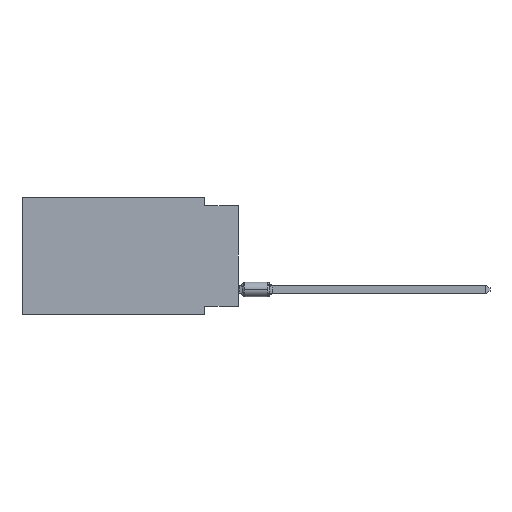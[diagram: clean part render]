
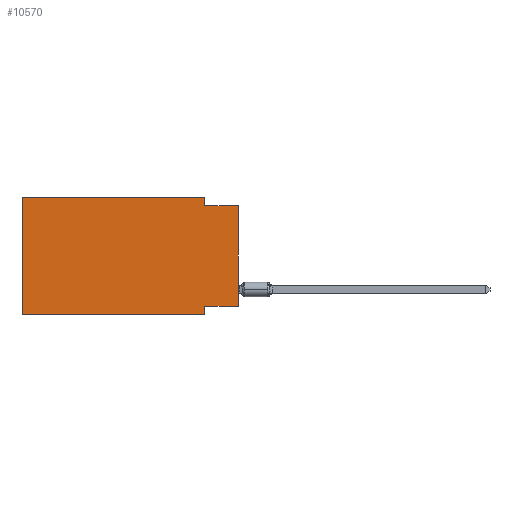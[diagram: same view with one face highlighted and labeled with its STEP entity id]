
A CAD part, left-side view. The second image highlights one B-rep face of the part: STEP entity #10570.
In plain terms, the highlighted planar face has unit normal (-1, 0, 0).
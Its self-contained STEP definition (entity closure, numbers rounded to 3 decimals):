
#103 = VECTOR ( 'NONE', #3301, 1000. ) ;
#124 = CARTESIAN_POINT ( 'NONE',  ( 0., 16.383, 0. ) ) ;
#260 = VERTEX_POINT ( 'NONE', #12047 ) ;
#311 = CARTESIAN_POINT ( 'NONE',  ( 0., 2.54, -8.89 ) ) ;
#357 = EDGE_CURVE ( 'NONE', #260, #2404, #15316, .T. ) ;
#524 = CARTESIAN_POINT ( 'NONE',  ( 0., 2.54, -8.255 ) ) ;
#1277 = CARTESIAN_POINT ( 'NONE',  ( 0., 2.54, 0. ) ) ;
#1658 = LINE ( 'NONE', #311, #15690 ) ;
#2404 = VERTEX_POINT ( 'NONE', #2493 ) ;
#2493 = CARTESIAN_POINT ( 'NONE',  ( 0., 2.54, 0. ) ) ;
#2826 = DIRECTION ( 'NONE',  ( 0., -1., 0. ) ) ;
#3301 = DIRECTION ( 'NONE',  ( 0., 1., 0. ) ) ;
#3346 = VERTEX_POINT ( 'NONE', #7485 ) ;
#3368 = DIRECTION ( 'NONE',  ( 0., 0., -1. ) ) ;
#3649 = LINE ( 'NONE', #9151, #14362 ) ;
#4219 = EDGE_CURVE ( 'NONE', #4584, #6894, #15513, .T. ) ;
#4317 = CARTESIAN_POINT ( 'NONE',  ( 0., 0., -8.255 ) ) ;
#4435 = VERTEX_POINT ( 'NONE', #15869 ) ;
#4514 = CARTESIAN_POINT ( 'NONE',  ( 0., 16.383, -8.89 ) ) ;
#4584 = VERTEX_POINT ( 'NONE', #12248 ) ;
#4672 = CARTESIAN_POINT ( 'NONE',  ( 0., 0., -0.635 ) ) ;
#4714 = EDGE_CURVE ( 'NONE', #6894, #3346, #1658, .T. ) ;
#4783 = LINE ( 'NONE', #15720, #16394 ) ;
#5192 = CARTESIAN_POINT ( 'NONE',  ( 0., 16.383, -8.89 ) ) ;
#5589 = EDGE_CURVE ( 'NONE', #4435, #6551, #17047, .T. ) ;
#5827 = DIRECTION ( 'NONE',  ( 0., 0., -1. ) ) ;
#6133 = DIRECTION ( 'NONE',  ( 0., 0., 1. ) ) ;
#6551 = VERTEX_POINT ( 'NONE', #9592 ) ;
#6625 = DIRECTION ( 'NONE',  ( 0., 0., 1. ) ) ;
#6630 = ORIENTED_EDGE ( 'NONE', *, *, #13320, .T. ) ;
#6863 = LINE ( 'NONE', #1277, #13535 ) ;
#6894 = VERTEX_POINT ( 'NONE', #524 ) ;
#7428 = DIRECTION ( 'NONE',  ( 1., 0., 0. ) ) ;
#7485 = CARTESIAN_POINT ( 'NONE',  ( 0., 2.54, -8.89 ) ) ;
#7990 = ORIENTED_EDGE ( 'NONE', *, *, #357, .F. ) ;
#8078 = EDGE_LOOP ( 'NONE', ( #6630, #15477, #11930, #7990, #16527, #13101, #9153, #9298 ) ) ;
#8480 = EDGE_CURVE ( 'NONE', #10720, #3346, #16893, .T. ) ;
#8977 = FACE_OUTER_BOUND ( 'NONE', #8078, .T. ) ;
#9064 = PLANE ( 'NONE',  #13828 ) ;
#9151 = CARTESIAN_POINT ( 'NONE',  ( 0., 0., 0. ) ) ;
#9153 = ORIENTED_EDGE ( 'NONE', *, *, #4714, .F. ) ;
#9181 = VECTOR ( 'NONE', #10272, 1000. ) ;
#9298 = ORIENTED_EDGE ( 'NONE', *, *, #4219, .F. ) ;
#9510 = EDGE_CURVE ( 'NONE', #2404, #4435, #6863, .T. ) ;
#9592 = CARTESIAN_POINT ( 'NONE',  ( 0., 0., -0.635 ) ) ;
#10272 = DIRECTION ( 'NONE',  ( 0., -1., 0. ) ) ;
#10441 = DIRECTION ( 'NONE',  ( 0., -1., 0. ) ) ;
#10570 = ADVANCED_FACE ( 'NONE', ( #8977 ), #9064, .F. ) ;
#10720 = VERTEX_POINT ( 'NONE', #5192 ) ;
#11363 = VECTOR ( 'NONE', #2826, 1000. ) ;
#11930 = ORIENTED_EDGE ( 'NONE', *, *, #9510, .F. ) ;
#12047 = CARTESIAN_POINT ( 'NONE',  ( 0., 16.383, 0. ) ) ;
#12248 = CARTESIAN_POINT ( 'NONE',  ( 0., 0., -8.255 ) ) ;
#12560 = DIRECTION ( 'NONE',  ( 0., 0., -1. ) ) ;
#12820 = EDGE_CURVE ( 'NONE', #10720, #260, #4783, .T. ) ;
#13101 = ORIENTED_EDGE ( 'NONE', *, *, #8480, .T. ) ;
#13212 = CARTESIAN_POINT ( 'NONE',  ( 0., 16.383, 0. ) ) ;
#13320 = EDGE_CURVE ( 'NONE', #4584, #6551, #3649, .T. ) ;
#13535 = VECTOR ( 'NONE', #12560, 1000. ) ;
#13828 = AXIS2_PLACEMENT_3D ( 'NONE', #13212, #7428, #3368 ) ;
#14142 = VECTOR ( 'NONE', #10441, 1000. ) ;
#14362 = VECTOR ( 'NONE', #6625, 1000. ) ;
#15316 = LINE ( 'NONE', #124, #11363 ) ;
#15477 = ORIENTED_EDGE ( 'NONE', *, *, #5589, .F. ) ;
#15513 = LINE ( 'NONE', #4317, #103 ) ;
#15690 = VECTOR ( 'NONE', #5827, 1000. ) ;
#15720 = CARTESIAN_POINT ( 'NONE',  ( 0., 16.383, 0. ) ) ;
#15869 = CARTESIAN_POINT ( 'NONE',  ( 0., 2.54, -0.635 ) ) ;
#16394 = VECTOR ( 'NONE', #6133, 1000. ) ;
#16527 = ORIENTED_EDGE ( 'NONE', *, *, #12820, .F. ) ;
#16893 = LINE ( 'NONE', #4514, #9181 ) ;
#17047 = LINE ( 'NONE', #4672, #14142 ) ;
